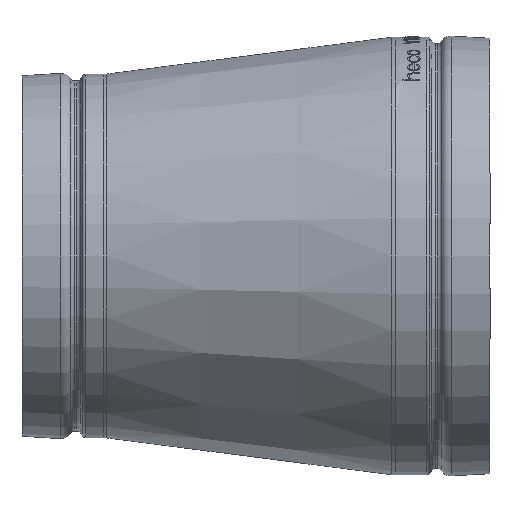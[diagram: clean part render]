
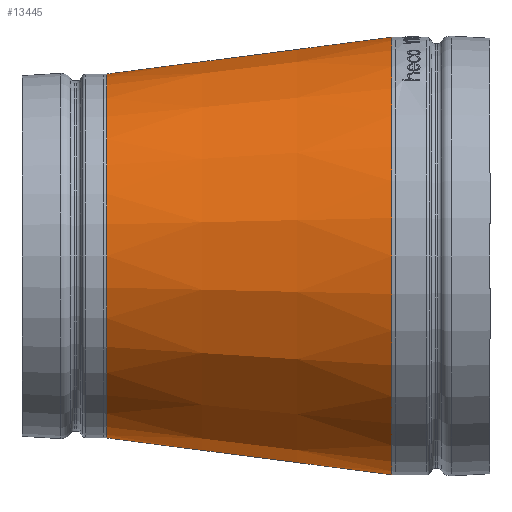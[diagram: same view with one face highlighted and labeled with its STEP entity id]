
A CAD part, left-side view. The second image highlights one B-rep face of the part: STEP entity #13445.
In plain terms, the highlighted conical face has half-angle 7.351 degrees and reference radius 69.85 mm.
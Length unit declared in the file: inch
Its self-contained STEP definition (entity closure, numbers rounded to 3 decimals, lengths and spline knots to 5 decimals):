
#76 = DIRECTION ( 'NONE',  ( 0., -1., 0. ) ) ;
#1346 = DIRECTION ( 'NONE',  ( -1., 0., 0. ) ) ;
#1430 = DIRECTION ( 'NONE',  ( 0., 1., 0. ) ) ;
#2050 = AXIS2_PLACEMENT_3D ( 'NONE', #14380, #76, #1346 ) ;
#2983 = DIRECTION ( 'NONE',  ( 0., 0., -1. ) ) ;
#5129 = AXIS2_PLACEMENT_3D ( 'NONE', #12966, #1430, #5248 ) ;
#5248 = DIRECTION ( 'NONE',  ( 0., 0., -1. ) ) ;
#5906 = ORIENTED_EDGE ( 'NONE', *, *, #10614, .T. ) ;
#7164 = CIRCLE ( 'NONE', #5129, 3.30921 ) ;
#7710 = DIRECTION ( 'NONE',  ( 0., -1., 0. ) ) ;
#8414 = VERTEX_POINT ( 'NONE', #16153 ) ;
#9030 = FACE_OUTER_BOUND ( 'NONE', #14343, .T. ) ;
#9431 = CONICAL_SURFACE ( 'NONE', #13050, 2.75, 0.128 ) ;
#9702 = CARTESIAN_POINT ( 'NONE',  ( 0., 1.48549, -3.30921 ) ) ;
#10614 = EDGE_CURVE ( 'NONE', #16661, #16661, #7164, .T. ) ;
#11985 = CIRCLE ( 'NONE', #2050, 2.75329 ) ;
#12566 = EDGE_LOOP ( 'NONE', ( #15361 ) ) ;
#12966 = CARTESIAN_POINT ( 'NONE',  ( 0., 1.48549, 0. ) ) ;
#13050 = AXIS2_PLACEMENT_3D ( 'NONE', #14293, #7710, #2983 ) ;
#13052 = FACE_BOUND ( 'NONE', #12566, .T. ) ;
#13445 = ADVANCED_FACE ( 'NONE', ( #13052, #9030 ), #9431, .T. ) ;
#14293 = CARTESIAN_POINT ( 'NONE',  ( 0., 5.82, 0. ) ) ;
#14343 = EDGE_LOOP ( 'NONE', ( #5906 ) ) ;
#14380 = CARTESIAN_POINT ( 'NONE',  ( 0., 5.79451, 0. ) ) ;
#14384 = EDGE_CURVE ( 'NONE', #8414, #8414, #11985, .T. ) ;
#15361 = ORIENTED_EDGE ( 'NONE', *, *, #14384, .T. ) ;
#16153 = CARTESIAN_POINT ( 'NONE',  ( -2.75329, 5.79451, 0. ) ) ;
#16661 = VERTEX_POINT ( 'NONE', #9702 ) ;
